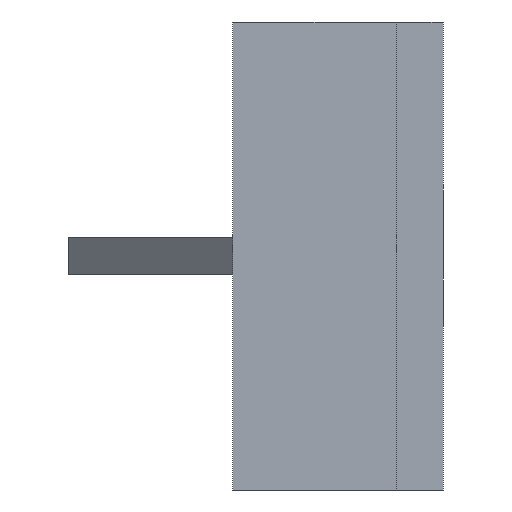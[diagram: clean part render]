
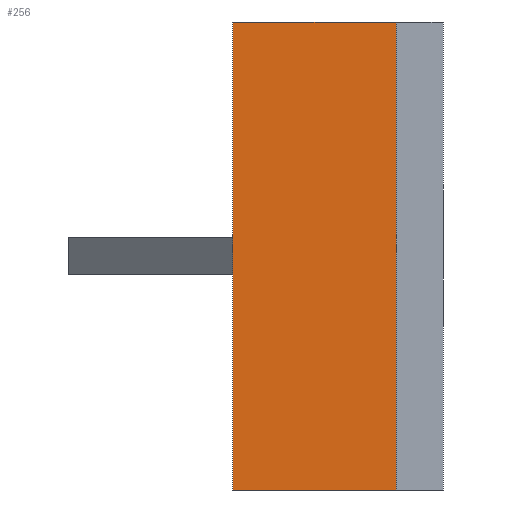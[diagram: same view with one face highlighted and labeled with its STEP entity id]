
A CAD part, front view. The second image highlights one B-rep face of the part: STEP entity #256.
In plain terms, the highlighted planar face has unit normal (0, -1, 0).
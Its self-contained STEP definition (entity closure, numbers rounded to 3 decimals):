
#256=ADVANCED_FACE('',(#580),#582,.T.);
#580=FACE_BOUND('',#581,.T.);
#581=EDGE_LOOP('',(#839,#840,#841,#842));
#582=PLANE('',#583);
#583=AXIS2_PLACEMENT_3D('',#584,#585,#586);
#584=CARTESIAN_POINT('',(-4.5,-5.,0.));
#585=DIRECTION('',(0.,-1.,0.));
#586=DIRECTION('',(0.,0.,-1.));
#839=ORIENTED_EDGE('',*,*,#999,.T.);
#840=ORIENTED_EDGE('',*,*,#955,.F.);
#841=ORIENTED_EDGE('',*,*,#966,.T.);
#842=ORIENTED_EDGE('',*,*,#964,.T.);
#955=EDGE_CURVE('',#1086,#1088,#1089,.T.);
#964=EDGE_CURVE('',#1104,#1102,#1105,.T.);
#966=EDGE_CURVE('',#1086,#1104,#1107,.T.);
#999=EDGE_CURVE('',#1102,#1088,#1164,.T.);
#1086=VERTEX_POINT('',#1332);
#1088=VERTEX_POINT('',#1336);
#1089=LINE('',#1337,#1338);
#1102=VERTEX_POINT('',#1367);
#1104=VERTEX_POINT('',#1371);
#1105=LINE('',#1372,#1373);
#1107=LINE('',#1378,#1379);
#1164=LINE('',#1501,#1502);
#1332=CARTESIAN_POINT('',(-4.5,-5.,0.));
#1336=CARTESIAN_POINT('',(-1.,-5.,0.));
#1337=CARTESIAN_POINT('',(-4.5,-5.,0.));
#1338=VECTOR('',#1339,1.);
#1339=DIRECTION('',(1.,0.,0.));
#1367=CARTESIAN_POINT('',(-1.,-5.,-10.));
#1371=CARTESIAN_POINT('',(-4.5,-5.,-10.));
#1372=CARTESIAN_POINT('',(-4.5,-5.,-10.));
#1373=VECTOR('',#1374,1.);
#1374=DIRECTION('',(1.,0.,0.));
#1378=CARTESIAN_POINT('',(-4.5,-5.,0.));
#1379=VECTOR('',#1380,1.);
#1380=DIRECTION('',(0.,0.,-1.));
#1501=CARTESIAN_POINT('',(-1.,-5.,-10.));
#1502=VECTOR('',#1503,1.);
#1503=DIRECTION('',(0.,0.,1.));
